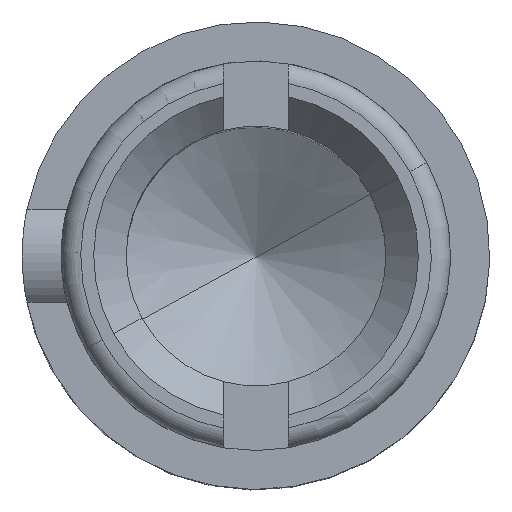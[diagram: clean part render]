
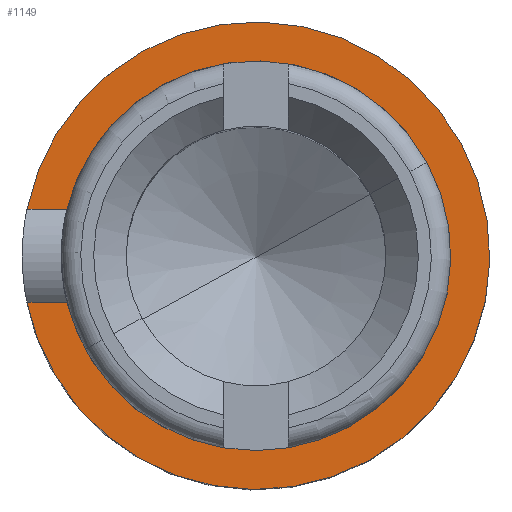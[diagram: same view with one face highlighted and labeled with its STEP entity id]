
A CAD part, top view. The second image highlights one B-rep face of the part: STEP entity #1149.
In plain terms, the highlighted planar face has unit normal (0, 0, 1).
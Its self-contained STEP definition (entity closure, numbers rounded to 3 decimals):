
#1070=AXIS2_PLACEMENT_3D('Circle Axis2P3D',#1068,#1069,$) ;
#1090=AXIS2_PLACEMENT_3D('Plane Axis2P3D',#1087,#1088,#1089) ;
#1094=AXIS2_PLACEMENT_3D('Circle Axis2P3D',#1092,#1093,$) ;
#1103=AXIS2_PLACEMENT_3D('Circle Axis2P3D',#1101,#1102,$) ;
#1110=AXIS2_PLACEMENT_3D('Circle Axis2P3D',#1108,#1109,$) ;
#1124=AXIS2_PLACEMENT_3D('Circle Axis2P3D',#1122,#1123,$) ;
#1129=AXIS2_PLACEMENT_3D('Circle Axis2P3D',#1127,#1128,$) ;
#1065=CARTESIAN_POINT('Vertex',(5.038,0.967,29.65)) ;
#1068=CARTESIAN_POINT('Axis2P3D Location',(3.6,3.6,29.65)) ;
#1072=CARTESIAN_POINT('Vertex',(2.162,6.233,29.65)) ;
#1087=CARTESIAN_POINT('Axis2P3D Location',(3.6,6.6,29.65)) ;
#1092=CARTESIAN_POINT('Axis2P3D Location',(3.6,3.6,29.65)) ;
#1096=CARTESIAN_POINT('Vertex',(0.072,2.886,29.65)) ;
#1098=CARTESIAN_POINT('Vertex',(5.326,0.441,29.65)) ;
#1101=CARTESIAN_POINT('Axis2P3D Location',(3.6,3.6,29.65)) ;
#1105=CARTESIAN_POINT('Vertex',(1.874,6.759,29.65)) ;
#1108=CARTESIAN_POINT('Axis2P3D Location',(3.6,3.6,29.65)) ;
#1112=CARTESIAN_POINT('Vertex',(0.072,4.314,29.65)) ;
#1115=CARTESIAN_POINT('Line Origine',(0.379,4.314,29.65)) ;
#1119=CARTESIAN_POINT('Vertex',(0.686,4.314,29.65)) ;
#1122=CARTESIAN_POINT('Axis2P3D Location',(3.6,3.6,29.65)) ;
#1127=CARTESIAN_POINT('Axis2P3D Location',(3.6,3.6,29.65)) ;
#1131=CARTESIAN_POINT('Vertex',(0.686,2.886,29.65)) ;
#1134=CARTESIAN_POINT('Line Origine',(0.379,2.886,29.65)) ;
#1069=DIRECTION('Axis2P3D Direction',(-0.,0.,1.)) ;
#1088=DIRECTION('Axis2P3D Direction',(-0.,0.,1.)) ;
#1089=DIRECTION('Axis2P3D XDirection',(1.,0.,0.)) ;
#1093=DIRECTION('Axis2P3D Direction',(-0.,0.,1.)) ;
#1102=DIRECTION('Axis2P3D Direction',(-0.,0.,1.)) ;
#1109=DIRECTION('Axis2P3D Direction',(-0.,0.,1.)) ;
#1116=DIRECTION('Vector Direction',(-1.,0.,0.)) ;
#1123=DIRECTION('Axis2P3D Direction',(-0.,0.,1.)) ;
#1128=DIRECTION('Axis2P3D Direction',(-0.,0.,1.)) ;
#1135=DIRECTION('Vector Direction',(-1.,0.,0.)) ;
#1117=VECTOR('Line Direction',#1116,1.) ;
#1136=VECTOR('Line Direction',#1135,1.) ;
#1140=ORIENTED_EDGE('',*,*,#1100,.T.) ;
#1141=ORIENTED_EDGE('',*,*,#1107,.T.) ;
#1142=ORIENTED_EDGE('',*,*,#1114,.T.) ;
#1143=ORIENTED_EDGE('',*,*,#1121,.F.) ;
#1144=ORIENTED_EDGE('',*,*,#1126,.F.) ;
#1145=ORIENTED_EDGE('',*,*,#1074,.F.) ;
#1146=ORIENTED_EDGE('',*,*,#1133,.F.) ;
#1147=ORIENTED_EDGE('',*,*,#1138,.T.) ;
#1149=ADVANCED_FACE('IH_7-2X5_STB30-5\\K\X2\00F6\X0\rper.2',(#1148),#1091,.T.) ;
#1071=CIRCLE('generated circle',#1070,3.) ;
#1095=CIRCLE('generated circle',#1094,3.6) ;
#1104=CIRCLE('generated circle',#1103,3.6) ;
#1111=CIRCLE('generated circle',#1110,3.6) ;
#1125=CIRCLE('generated circle',#1124,3.) ;
#1130=CIRCLE('generated circle',#1129,3.) ;
#1074=EDGE_CURVE('',#1066,#1073,#1071,.T.) ;
#1100=EDGE_CURVE('',#1097,#1099,#1095,.T.) ;
#1107=EDGE_CURVE('',#1099,#1106,#1104,.T.) ;
#1114=EDGE_CURVE('',#1106,#1113,#1111,.T.) ;
#1121=EDGE_CURVE('',#1120,#1113,#1118,.T.) ;
#1126=EDGE_CURVE('',#1073,#1120,#1125,.T.) ;
#1133=EDGE_CURVE('',#1132,#1066,#1130,.T.) ;
#1138=EDGE_CURVE('',#1132,#1097,#1137,.T.) ;
#1139=EDGE_LOOP('',(#1140,#1141,#1142,#1143,#1144,#1145,#1146,#1147)) ;
#1148=FACE_OUTER_BOUND('',#1139,.T.) ;
#1118=LINE('Line',#1115,#1117) ;
#1137=LINE('Line',#1134,#1136) ;
#1091=PLANE('',#1090) ;
#1066=VERTEX_POINT('',#1065) ;
#1073=VERTEX_POINT('',#1072) ;
#1097=VERTEX_POINT('',#1096) ;
#1099=VERTEX_POINT('',#1098) ;
#1106=VERTEX_POINT('',#1105) ;
#1113=VERTEX_POINT('',#1112) ;
#1120=VERTEX_POINT('',#1119) ;
#1132=VERTEX_POINT('',#1131) ;
